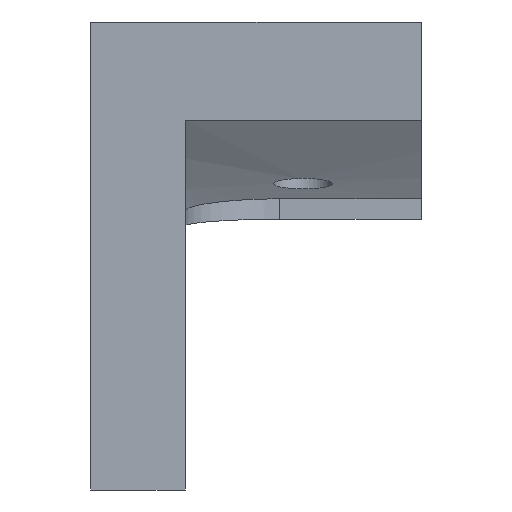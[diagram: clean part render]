
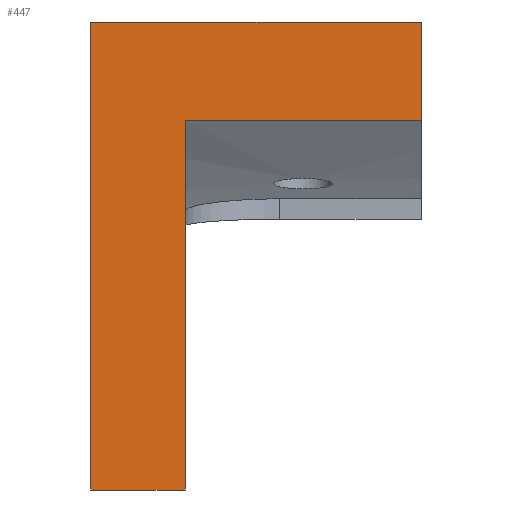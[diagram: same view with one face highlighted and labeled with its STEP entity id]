
A CAD part, front view. The second image highlights one B-rep face of the part: STEP entity #447.
In plain terms, the highlighted planar face has unit normal (0, -1, 0).
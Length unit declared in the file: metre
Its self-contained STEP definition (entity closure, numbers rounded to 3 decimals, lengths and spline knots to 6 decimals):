
#17=PLANE('',#504);
#32=LINE('',#644,#68);
#37=LINE('',#707,#73);
#42=LINE('',#752,#78);
#50=LINE('',#779,#86);
#61=LINE('',#807,#97);
#62=LINE('',#808,#98);
#68=VECTOR('',#523,1.);
#73=VECTOR('',#540,1.);
#78=VECTOR('',#555,1.);
#86=VECTOR('',#575,1.);
#97=VECTOR('',#608,1.);
#98=VECTOR('',#609,1.);
#182=ORIENTED_EDGE('',*,*,#268,.T.);
#183=ORIENTED_EDGE('',*,*,#283,.F.);
#184=ORIENTED_EDGE('',*,*,#255,.F.);
#185=ORIENTED_EDGE('',*,*,#244,.F.);
#186=ORIENTED_EDGE('',*,*,#284,.F.);
#187=ORIENTED_EDGE('',*,*,#229,.T.);
#229=EDGE_CURVE('',#292,#291,#32,.T.);
#244=EDGE_CURVE('',#306,#302,#37,.T.);
#255=EDGE_CURVE('',#302,#315,#42,.T.);
#268=EDGE_CURVE('',#291,#327,#50,.T.);
#283=EDGE_CURVE('',#315,#327,#61,.T.);
#284=EDGE_CURVE('',#292,#306,#62,.T.);
#291=VERTEX_POINT('',#643);
#292=VERTEX_POINT('',#645);
#302=VERTEX_POINT('',#695);
#306=VERTEX_POINT('',#706);
#315=VERTEX_POINT('',#753);
#327=VERTEX_POINT('',#778);
#371=EDGE_LOOP('',(#182,#183,#184,#185,#186,#187));
#407=FACE_BOUND('',#371,.T.);
#447=ADVANCED_FACE('',(#407),#17,.F.);
#504=AXIS2_PLACEMENT_3D('',#806,#606,#607);
#523=DIRECTION('',(-1.,0.,0.));
#540=DIRECTION('',(-1.,0.,0.));
#555=DIRECTION('',(0.,0.,-1.));
#575=DIRECTION('',(0.,0.,-1.));
#606=DIRECTION('',(0.,1.,0.));
#607=DIRECTION('',(-1.,0.,0.));
#608=DIRECTION('',(-1.,0.,0.));
#609=DIRECTION('',(0.,0.,-1.));
#643=CARTESIAN_POINT('',(-0.003,-0.012655,0.016455));
#644=CARTESIAN_POINT('',(0.001,-0.012655,0.016455));
#645=CARTESIAN_POINT('',(0.011,-0.012655,0.016455));
#695=CARTESIAN_POINT('',(0.001,-0.012655,0.012302));
#706=CARTESIAN_POINT('',(0.011,-0.012655,0.012302));
#707=CARTESIAN_POINT('',(0.011,-0.012655,0.012302));
#752=CARTESIAN_POINT('',(0.001,-0.012655,0.01926));
#753=CARTESIAN_POINT('',(0.001,-0.012655,-0.00336));
#778=CARTESIAN_POINT('',(-0.003,-0.012655,-0.00336));
#779=CARTESIAN_POINT('',(-0.003,-0.012655,0.01926));
#806=CARTESIAN_POINT('',(0.001,-0.012655,0.01926));
#807=CARTESIAN_POINT('',(0.001,-0.012655,-0.00336));
#808=CARTESIAN_POINT('',(0.011,-0.012655,0.01926));
